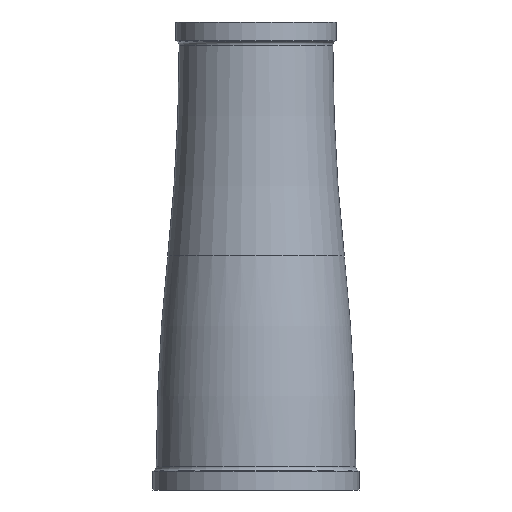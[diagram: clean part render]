
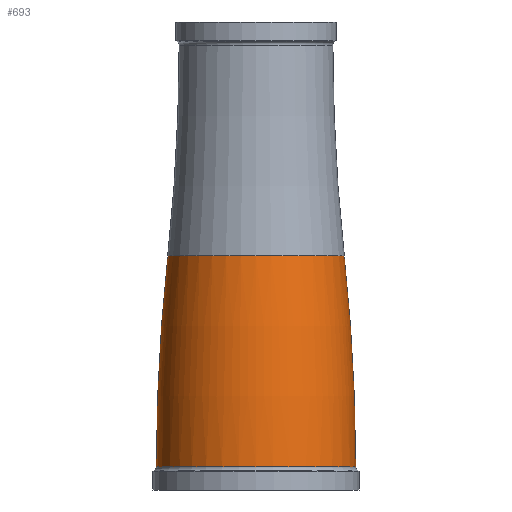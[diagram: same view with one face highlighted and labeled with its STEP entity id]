
A CAD part, left-side view. The second image highlights one B-rep face of the part: STEP entity #693.
In plain terms, the highlighted toroidal (fillet/blend) face has major radius 448.15 mm and minor radius 471.75 mm.
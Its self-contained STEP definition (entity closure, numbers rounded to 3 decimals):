
#85 = CIRCLE ( 'NONE', #873, 471.75 ) ;
#109 = CARTESIAN_POINT ( 'NONE',  ( 0., -23.6, -49.901 ) ) ;
#125 = DIRECTION ( 'NONE',  ( 0., 0., -1. ) ) ;
#138 = DIRECTION ( 'NONE',  ( 1., 0., 0. ) ) ;
#168 = TOROIDAL_SURFACE ( 'NONE', #543, -448.15, 471.75 ) ;
#183 = EDGE_CURVE ( 'NONE', #833, #503, #658, .T. ) ;
#187 = AXIS2_PLACEMENT_3D ( 'NONE', #536, #453, #711 ) ;
#210 = AXIS2_PLACEMENT_3D ( 'NONE', #576, #138, #896 ) ;
#219 = CIRCLE ( 'NONE', #187, 20.9 ) ;
#229 = VERTEX_POINT ( 'NONE', #497 ) ;
#301 = EDGE_CURVE ( 'NONE', #616, #833, #350, .T. ) ;
#308 = DIRECTION ( 'NONE',  ( 0., 0., 1. ) ) ;
#334 = CARTESIAN_POINT ( 'NONE',  ( 0., -20.9, 0. ) ) ;
#350 = CIRCLE ( 'NONE', #210, 471.75 ) ;
#375 = ORIENTED_EDGE ( 'NONE', *, *, #863, .T. ) ;
#384 = CARTESIAN_POINT ( 'NONE',  ( 0., 23.6, -49.901 ) ) ;
#453 = DIRECTION ( 'NONE',  ( 0., 0., -1. ) ) ;
#455 = DIRECTION ( 'NONE',  ( 0., 1., 0. ) ) ;
#497 = CARTESIAN_POINT ( 'NONE',  ( 0., 20.9, 0. ) ) ;
#501 = DIRECTION ( 'NONE',  ( 0., 0., -1. ) ) ;
#503 = VERTEX_POINT ( 'NONE', #384 ) ;
#536 = CARTESIAN_POINT ( 'NONE',  ( 0., 0., 0. ) ) ;
#543 = AXIS2_PLACEMENT_3D ( 'NONE', #582, #501, #918 ) ;
#563 = ORIENTED_EDGE ( 'NONE', *, *, #701, .T. ) ;
#576 = CARTESIAN_POINT ( 'NONE',  ( 0., 448.15, -50.4 ) ) ;
#582 = CARTESIAN_POINT ( 'NONE',  ( 0., 0., -50.4 ) ) ;
#616 = VERTEX_POINT ( 'NONE', #334 ) ;
#658 = CIRCLE ( 'NONE', #933, 23.6 ) ;
#693 = ADVANCED_FACE ( 'NONE', ( #1008 ), #168, .T. ) ;
#701 = EDGE_CURVE ( 'NONE', #229, #503, #85, .T. ) ;
#710 = EDGE_LOOP ( 'NONE', ( #988, #375, #563, #726 ) ) ;
#711 = DIRECTION ( 'NONE',  ( 0., 1., 0. ) ) ;
#726 = ORIENTED_EDGE ( 'NONE', *, *, #183, .F. ) ;
#730 = CARTESIAN_POINT ( 'NONE',  ( 0., -448.15, -50.4 ) ) ;
#833 = VERTEX_POINT ( 'NONE', #109 ) ;
#863 = EDGE_CURVE ( 'NONE', #616, #229, #219, .T. ) ;
#873 = AXIS2_PLACEMENT_3D ( 'NONE', #730, #1068, #308 ) ;
#896 = DIRECTION ( 'NONE',  ( 0., 1., 0. ) ) ;
#918 = DIRECTION ( 'NONE',  ( 0., 1., 0. ) ) ;
#933 = AXIS2_PLACEMENT_3D ( 'NONE', #940, #125, #455 ) ;
#940 = CARTESIAN_POINT ( 'NONE',  ( 0., 0., -49.901 ) ) ;
#988 = ORIENTED_EDGE ( 'NONE', *, *, #301, .F. ) ;
#1008 = FACE_OUTER_BOUND ( 'NONE', #710, .T. ) ;
#1068 = DIRECTION ( 'NONE',  ( -1., 0., 0. ) ) ;
